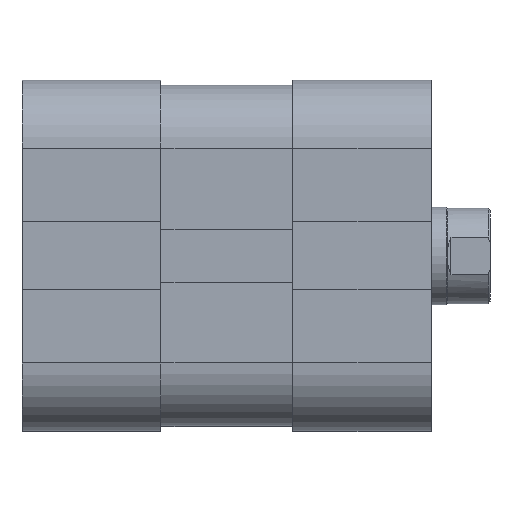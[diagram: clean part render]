
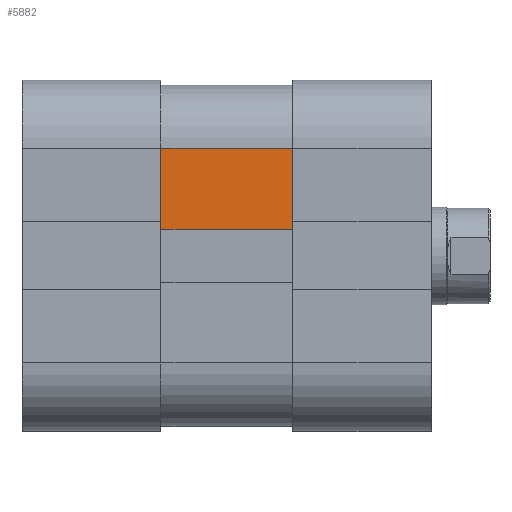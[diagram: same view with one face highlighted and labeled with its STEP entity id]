
A CAD part, top view. The second image highlights one B-rep face of the part: STEP entity #5882.
In plain terms, the highlighted face is planar.
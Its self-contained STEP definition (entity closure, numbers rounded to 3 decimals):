
#304 = CARTESIAN_POINT ( 'NONE',  ( 6.5, 0., 0. ) ) ;
#363 = CARTESIAN_POINT ( 'NONE',  ( 6.5, 0., -13.5 ) ) ;
#459 = CARTESIAN_POINT ( 'NONE',  ( 14.8, 0., 0. ) ) ;
#468 = CARTESIAN_POINT ( 'NONE',  ( 14.8, 0., -13.5 ) ) ;
#2045 = EDGE_CURVE ( 'NONE', #4450, #4648, #2670, .T. ) ;
#2048 = EDGE_CURVE ( 'NONE', #4450, #4375, #2679, .T. ) ;
#2050 = EDGE_CURVE ( 'NONE', #4375, #4608, #2674, .T. ) ;
#2051 = EDGE_CURVE ( 'NONE', #4648, #4608, #2676, .T. ) ;
#2670 = LINE ( 'NONE', #3951, #2673 ) ;
#2673 = VECTOR ( 'NONE', #3928, 1000. ) ;
#2674 = LINE ( 'NONE', #3920, #2683 ) ;
#2676 = LINE ( 'NONE', #3739, #2685 ) ;
#2679 = LINE ( 'NONE', #3948, #2680 ) ;
#2680 = VECTOR ( 'NONE', #3924, 1000. ) ;
#2683 = VECTOR ( 'NONE', #3936, 1000. ) ;
#2685 = VECTOR ( 'NONE', #3935, 1000. ) ;
#3503 = FACE_OUTER_BOUND ( 'NONE', #6721, .T. ) ;
#3739 = CARTESIAN_POINT ( 'NONE',  ( 14.8, 0., -13.5 ) ) ;
#3920 = CARTESIAN_POINT ( 'NONE',  ( 6.5, 0., 0. ) ) ;
#3924 = DIRECTION ( 'NONE',  ( 0., 0., 1. ) ) ;
#3928 = DIRECTION ( 'NONE',  ( 1., 0., 0. ) ) ;
#3935 = DIRECTION ( 'NONE',  ( 0., 0., 1. ) ) ;
#3936 = DIRECTION ( 'NONE',  ( 1., 0., 0. ) ) ;
#3948 = CARTESIAN_POINT ( 'NONE',  ( 6.5, 0., -13.5 ) ) ;
#3951 = CARTESIAN_POINT ( 'NONE',  ( 6.5, 0., -13.5 ) ) ;
#4375 = VERTEX_POINT ( 'NONE', #304 ) ;
#4450 = VERTEX_POINT ( 'NONE', #363 ) ;
#4608 = VERTEX_POINT ( 'NONE', #459 ) ;
#4648 = VERTEX_POINT ( 'NONE', #468 ) ;
#5272 = AXIS2_PLACEMENT_3D ( 'NONE', #5410, #5416, #5417 ) ;
#5407 = PLANE ( 'NONE',  #5272 ) ;
#5410 = CARTESIAN_POINT ( 'NONE',  ( 6.5, 0., -13.5 ) ) ;
#5416 = DIRECTION ( 'NONE',  ( 0., -1., 0. ) ) ;
#5417 = DIRECTION ( 'NONE',  ( 0., 0., -1. ) ) ;
#5882 = ADVANCED_FACE ( 'NONE', ( #3503 ), #5407, .T. ) ;
#6338 = ORIENTED_EDGE ( 'NONE', *, *, #2045, .T. ) ;
#6339 = ORIENTED_EDGE ( 'NONE', *, *, #2048, .F. ) ;
#6340 = ORIENTED_EDGE ( 'NONE', *, *, #2050, .F. ) ;
#6341 = ORIENTED_EDGE ( 'NONE', *, *, #2051, .T. ) ;
#6721 = EDGE_LOOP ( 'NONE', ( #6341, #6340, #6339, #6338 ) ) ;
